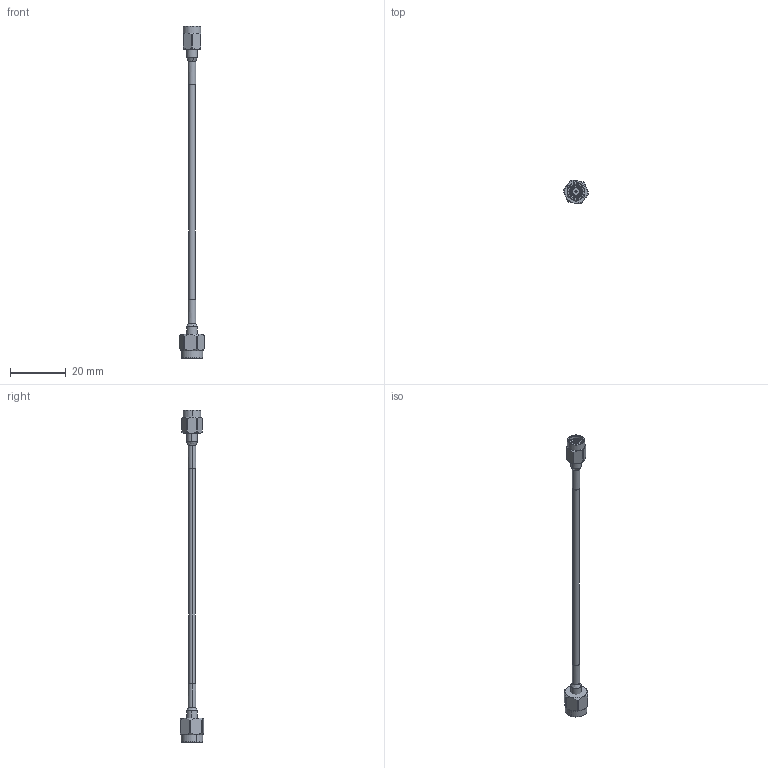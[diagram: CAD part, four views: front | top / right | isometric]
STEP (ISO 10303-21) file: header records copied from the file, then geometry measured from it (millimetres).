
FILE_DESCRIPTION (( 'STEP AP203' ), '1' );
FILE_NAME ('SCA71086.step', '2018-10-10T16:53:25', ( '' ), ( '' ), 'SwSTEP 2.0', 'SolidWorks 2017', '' );
FILE_SCHEMA (( 'CONFIG_CONTROL_DESIGN' ));
Length unit declared in the file: inch
Products named in the file (5): Coax Cable_RG405; PE4005; PE44383; HeatShrink^SCA71086; SCA71086
Assembly tree (4 placements, depth 2):
  SCA71086
    Coax Cable_RG405
    PE44383
    PE4005
    HeatShrink^SCA71086
Bounding box: 8.99 x 8.47 x 118.85 mm (x, y, z)
Volume: 1141.9 mm3; surface area: 1904 mm2
Topology: 5 solids, 5 shells, 153 faces, 353 edges, 223 vertices
Faces by surface type: cylinder 69, plane 36, cone 32, bspline 10, torus 6
Entity records: 6868 total; most frequent: CARTESIAN_POINT 3000, ORIENTED_EDGE 706, DIRECTION 703, EDGE_CURVE 353, AXIS2_PLACEMENT_3D 299, VERTEX_POINT 223, EDGE_LOOP 166, ADVANCED_FACE 153
